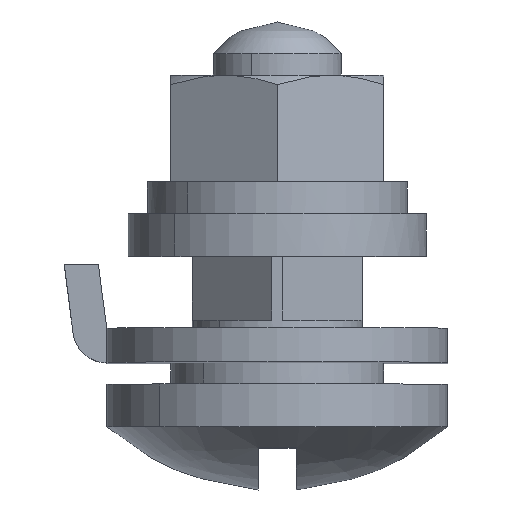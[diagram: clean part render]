
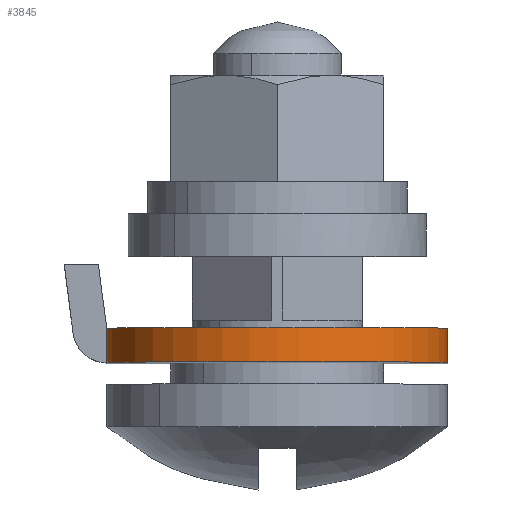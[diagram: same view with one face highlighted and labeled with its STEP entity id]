
A CAD part, top view. The second image highlights one B-rep face of the part: STEP entity #3845.
In plain terms, the highlighted free-form (B-spline) face has degree [1, 2] with [2, 5] control points.
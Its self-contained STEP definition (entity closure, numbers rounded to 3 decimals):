
#3596=CARTESIAN_POINT('',(8.0,-1.6,19.0));
#3597=VERTEX_POINT('',#3596);
#3605=CARTESIAN_POINT('',(0.,-1.6,27.));
#3606=VERTEX_POINT('',#3605);
#3607=CARTESIAN_POINT('',(8.0,-1.6,19.0));
#3608=CARTESIAN_POINT('',(8.,-1.6,19.524));
#3609=CARTESIAN_POINT('',(7.9,-1.6,20.538));
#3610=CARTESIAN_POINT('',(7.522,-1.6,21.814));
#3611=CARTESIAN_POINT('',(6.958,-1.6,23.016));
#3612=CARTESIAN_POINT('',(6.257,-1.6,24.051));
#3613=CARTESIAN_POINT('',(5.309,-1.6,25.028));
#3614=CARTESIAN_POINT('',(4.324,-1.6,25.768));
#3615=CARTESIAN_POINT('',(3.21,-1.6,26.363));
#3616=CARTESIAN_POINT('',(1.783,-1.6,26.859));
#3617=CARTESIAN_POINT('',(0.671,-1.6,27.));
#3618=CARTESIAN_POINT('',(0.,-1.6,27.));
#3619=B_SPLINE_CURVE_WITH_KNOTS('',3,(#3607,#3608,#3609,#3610,#3611,#3612,#3613,#3614,#3615,#3616,#3617,#3618),.UNSPECIFIED.,.F.,.U.,(4,1,1,1,1,1,1,1,1,4),(0.,1.571,3.043,3.976,5.547,6.774,8.05,9.228,10.554,12.566),.UNSPECIFIED.);
#3620=EDGE_CURVE('',#3597,#3606,#3619,.T.);
#3622=CARTESIAN_POINT('',(-8.0,-1.6,19.0));
#3623=VERTEX_POINT('',#3622);
#3624=CARTESIAN_POINT('',(0.,-1.6,27.));
#3625=CARTESIAN_POINT('',(-0.409,-1.6,27.));
#3626=CARTESIAN_POINT('',(-1.129,-1.6,26.945));
#3627=CARTESIAN_POINT('',(-2.219,-1.6,26.71));
#3628=CARTESIAN_POINT('',(-3.146,-1.6,26.379));
#3629=CARTESIAN_POINT('',(-4.095,-1.6,25.897));
#3630=CARTESIAN_POINT('',(-4.883,-1.6,25.364));
#3631=CARTESIAN_POINT('',(-5.646,-1.6,24.693));
#3632=CARTESIAN_POINT('',(-6.25,-1.6,24.023));
#3633=CARTESIAN_POINT('',(-6.856,-1.6,23.167));
#3634=CARTESIAN_POINT('',(-7.354,-1.6,22.223));
#3635=CARTESIAN_POINT('',(-7.723,-1.6,21.171));
#3636=CARTESIAN_POINT('',(-7.947,-1.6,20.113));
#3637=CARTESIAN_POINT('',(-8.,-1.6,19.393));
#3638=CARTESIAN_POINT('',(-8.0,-1.6,19.0));
#3639=B_SPLINE_CURVE_WITH_KNOTS('',3,(#3624,#3625,#3626,#3627,#3628,#3629,#3630,#3631,#3632,#3633,#3634,#3635,#3636,#3637,#3638),.UNSPECIFIED.,.F.,.U.,(4,1,1,1,1,1,1,1,1,1,1,1,4),(0.,1.227,2.16,3.338,4.172,5.351,6.185,7.216,8.05,9.327,10.407,11.388,12.566),.UNSPECIFIED.);
#3640=EDGE_CURVE('',#3606,#3623,#3639,.T.);
#3706=CARTESIAN_POINT('',(8.0,0.0,19.0));
#3707=VERTEX_POINT('',#3706);
#3758=CARTESIAN_POINT('',(-8.0,0.0,19.0));
#3759=VERTEX_POINT('',#3758);
#3765=CARTESIAN_POINT('',(0.,0.0,27.));
#3766=VERTEX_POINT('',#3765);
#3767=CARTESIAN_POINT('',(0.,0.0,27.));
#3768=CARTESIAN_POINT('',(-0.409,0.0,27.));
#3769=CARTESIAN_POINT('',(-1.129,0.0,26.945));
#3770=CARTESIAN_POINT('',(-2.219,0.0,26.71));
#3771=CARTESIAN_POINT('',(-3.146,0.0,26.379));
#3772=CARTESIAN_POINT('',(-4.095,0.0,25.897));
#3773=CARTESIAN_POINT('',(-4.883,0.0,25.364));
#3774=CARTESIAN_POINT('',(-5.646,0.0,24.693));
#3775=CARTESIAN_POINT('',(-6.415,0.0,23.84));
#3776=CARTESIAN_POINT('',(-7.107,0.0,22.761));
#3777=CARTESIAN_POINT('',(-7.575,0.0,21.64));
#3778=CARTESIAN_POINT('',(-7.908,0.0,20.423));
#3779=CARTESIAN_POINT('',(-8.,0.0,19.573));
#3780=CARTESIAN_POINT('',(-8.0,0.0,19.0));
#3781=B_SPLINE_CURVE_WITH_KNOTS('',3,(#3767,#3768,#3769,#3770,#3771,#3772,#3773,#3774,#3775,#3776,#3777,#3778,#3779,#3780),.UNSPECIFIED.,.F.,.U.,(4,1,1,1,1,1,1,1,1,1,1,4),(0.,1.227,2.16,3.338,4.172,5.351,6.185,7.216,8.787,10.014,10.848,12.566),.UNSPECIFIED.);
#3782=EDGE_CURVE('',#3766,#3759,#3781,.T.);
#3784=CARTESIAN_POINT('',(8.0,0.0,19.0));
#3785=CARTESIAN_POINT('',(8.,0.0,19.475));
#3786=CARTESIAN_POINT('',(7.91,0.0,20.489));
#3787=CARTESIAN_POINT('',(7.542,0.0,21.77));
#3788=CARTESIAN_POINT('',(6.958,0.0,23.016));
#3789=CARTESIAN_POINT('',(6.257,0.0,24.051));
#3790=CARTESIAN_POINT('',(5.309,0.0,25.028));
#3791=CARTESIAN_POINT('',(4.324,0.0,25.768));
#3792=CARTESIAN_POINT('',(3.398,0.0,26.263));
#3793=CARTESIAN_POINT('',(2.423,0.0,26.646));
#3794=CARTESIAN_POINT('',(1.342,0.0,26.924));
#3795=CARTESIAN_POINT('',(0.458,0.0,27.));
#3796=CARTESIAN_POINT('',(0.,0.0,27.));
#3797=B_SPLINE_CURVE_WITH_KNOTS('',3,(#3784,#3785,#3786,#3787,#3788,#3789,#3790,#3791,#3792,#3793,#3794,#3795,#3796),.UNSPECIFIED.,.F.,.U.,(4,1,1,1,1,1,1,1,1,1,4),(0.,1.424,3.043,3.976,5.547,6.774,8.05,9.228,9.916,11.192,12.566),.UNSPECIFIED.);
#3798=EDGE_CURVE('',#3707,#3766,#3797,.T.);
#3811=CARTESIAN_POINT('',(-7.997,0.04,18.791));
#3812=CARTESIAN_POINT('',(-7.997,-1.641,18.791));
#3813=CARTESIAN_POINT('',(-8.218,0.04,27.218));
#3814=CARTESIAN_POINT('',(-8.218,-1.641,27.218));
#3815=CARTESIAN_POINT('',(0.209,0.04,26.997));
#3816=CARTESIAN_POINT('',(0.209,-1.641,26.997));
#3817=CARTESIAN_POINT('',(8.637,0.04,26.777));
#3818=CARTESIAN_POINT('',(8.637,-1.641,26.777));
#3819=CARTESIAN_POINT('',(7.975,0.04,18.372));
#3820=CARTESIAN_POINT('',(7.975,-1.641,18.372));
#3828=(BOUNDED_SURFACE()B_SPLINE_SURFACE(1,2,((#3811,#3813,#3815,#3817,#3819),(#3812,#3814,#3816,#3818,#3820)),.UNSPECIFIED.,.F.,.F.,.U.)B_SPLINE_SURFACE_WITH_KNOTS((2,2),(3,2,3),(0.0,1.0),(0.0,13.748,27.497),.UNSPECIFIED.)GEOMETRIC_REPRESENTATION_ITEM()RATIONAL_B_SPLINE_SURFACE(((1.0,0.688,1.0,0.688,1.0),(1.0,0.688,1.0,0.688,1.0)))REPRESENTATION_ITEM('')SURFACE());
#3829=ORIENTED_EDGE('',*,*,#3640,.F.);
#3830=ORIENTED_EDGE('',*,*,#3620,.F.);
#3831=CARTESIAN_POINT('',(8.0,0.0,19.0));
#3832=CARTESIAN_POINT('',(8.0,-1.6,19.0));
#3833=QUASI_UNIFORM_CURVE('',1,(#3831,#3832),.UNSPECIFIED.,.F.,.U.);
#3834=EDGE_CURVE('',#3707,#3597,#3833,.T.);
#3835=ORIENTED_EDGE('',*,*,#3834,.F.);
#3836=ORIENTED_EDGE('',*,*,#3798,.T.);
#3837=ORIENTED_EDGE('',*,*,#3782,.T.);
#3838=CARTESIAN_POINT('',(-8.0,0.0,19.0));
#3839=CARTESIAN_POINT('',(-8.0,-1.6,19.0));
#3840=QUASI_UNIFORM_CURVE('',1,(#3838,#3839),.UNSPECIFIED.,.F.,.U.);
#3841=EDGE_CURVE('',#3759,#3623,#3840,.T.);
#3842=ORIENTED_EDGE('',*,*,#3841,.T.);
#3843=EDGE_LOOP('',(#3829,#3830,#3835,#3836,#3837,#3842));
#3844=FACE_OUTER_BOUND('',#3843,.T.);
#3845=ADVANCED_FACE('',(#3844),#3828,.T.);
